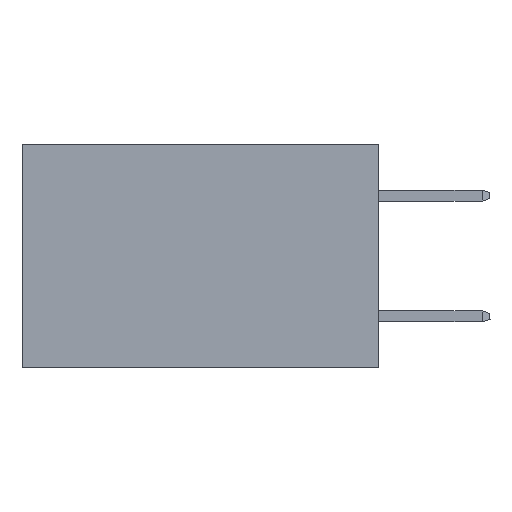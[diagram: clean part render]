
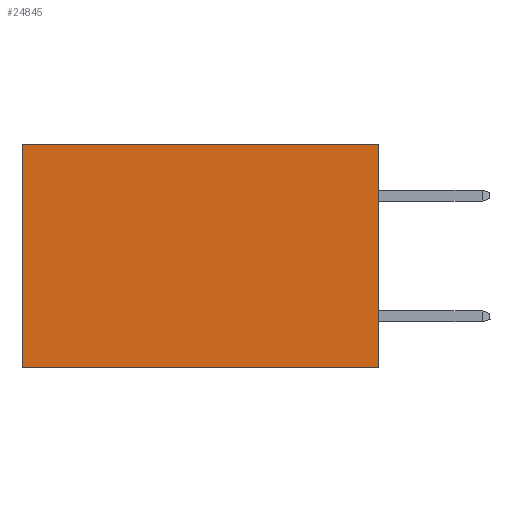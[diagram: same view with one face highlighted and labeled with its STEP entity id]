
A CAD part, left-side view. The second image highlights one B-rep face of the part: STEP entity #24845.
In plain terms, the highlighted planar face has unit normal (-1, 0, 0).
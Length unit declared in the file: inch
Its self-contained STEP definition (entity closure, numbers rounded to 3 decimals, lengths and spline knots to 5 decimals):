
#1967 = VECTOR ( 'NONE', #10411, 39.37008 ) ;
#2272 = ORIENTED_EDGE ( 'NONE', *, *, #22252, .T. ) ;
#2950 = CARTESIAN_POINT ( 'NONE',  ( 0.277, 0.59, 0. ) ) ;
#3278 = CARTESIAN_POINT ( 'NONE',  ( 0.277, 0., -0.37 ) ) ;
#4072 = CARTESIAN_POINT ( 'NONE',  ( 0.277, 0., -0.37 ) ) ;
#4712 = EDGE_CURVE ( 'NONE', #8813, #26000, #24046, .T. ) ;
#4850 = ORIENTED_EDGE ( 'NONE', *, *, #4712, .T. ) ;
#5404 = DIRECTION ( 'NONE',  ( 0., 0., -1. ) ) ;
#6885 = VERTEX_POINT ( 'NONE', #19807 ) ;
#8813 = VERTEX_POINT ( 'NONE', #12108 ) ;
#10411 = DIRECTION ( 'NONE',  ( 0., 1., 0. ) ) ;
#11134 = ORIENTED_EDGE ( 'NONE', *, *, #22626, .F. ) ;
#11215 = DIRECTION ( 'NONE',  ( 0., 1., 0. ) ) ;
#12108 = CARTESIAN_POINT ( 'NONE',  ( 0.277, 0., 0. ) ) ;
#12617 = CARTESIAN_POINT ( 'NONE',  ( 0.277, 0.59, -0.37 ) ) ;
#13233 = VECTOR ( 'NONE', #11215, 39.37008 ) ;
#14815 = VECTOR ( 'NONE', #20471, 39.37008 ) ;
#15464 = LINE ( 'NONE', #24571, #14815 ) ;
#15619 = EDGE_CURVE ( 'NONE', #8813, #6885, #15464, .T. ) ;
#16692 = LINE ( 'NONE', #23684, #21446 ) ;
#17836 = DIRECTION ( 'NONE',  ( 1., 0., 0. ) ) ;
#18442 = FACE_OUTER_BOUND ( 'NONE', #26069, .T. ) ;
#19807 = CARTESIAN_POINT ( 'NONE',  ( 0.277, 0., -0.37 ) ) ;
#20471 = DIRECTION ( 'NONE',  ( 0., 0., -1. ) ) ;
#21196 = VERTEX_POINT ( 'NONE', #12617 ) ;
#21446 = VECTOR ( 'NONE', #25729, 39.37008 ) ;
#22252 = EDGE_CURVE ( 'NONE', #26000, #21196, #16692, .T. ) ;
#22626 = EDGE_CURVE ( 'NONE', #6885, #21196, #23973, .T. ) ;
#23169 = AXIS2_PLACEMENT_3D ( 'NONE', #3278, #17836, #5404 ) ;
#23445 = CARTESIAN_POINT ( 'NONE',  ( 0.277, 0., 0. ) ) ;
#23684 = CARTESIAN_POINT ( 'NONE',  ( 0.277, 0.59, -0.37 ) ) ;
#23973 = LINE ( 'NONE', #4072, #1967 ) ;
#24046 = LINE ( 'NONE', #23445, #13233 ) ;
#24371 = ORIENTED_EDGE ( 'NONE', *, *, #15619, .F. ) ;
#24571 = CARTESIAN_POINT ( 'NONE',  ( 0.277, 0., -0.37 ) ) ;
#24845 = ADVANCED_FACE ( 'NONE', ( #18442 ), #25917, .F. ) ;
#25729 = DIRECTION ( 'NONE',  ( 0., 0., -1. ) ) ;
#25917 = PLANE ( 'NONE',  #23169 ) ;
#26000 = VERTEX_POINT ( 'NONE', #2950 ) ;
#26069 = EDGE_LOOP ( 'NONE', ( #2272, #11134, #24371, #4850 ) ) ;
